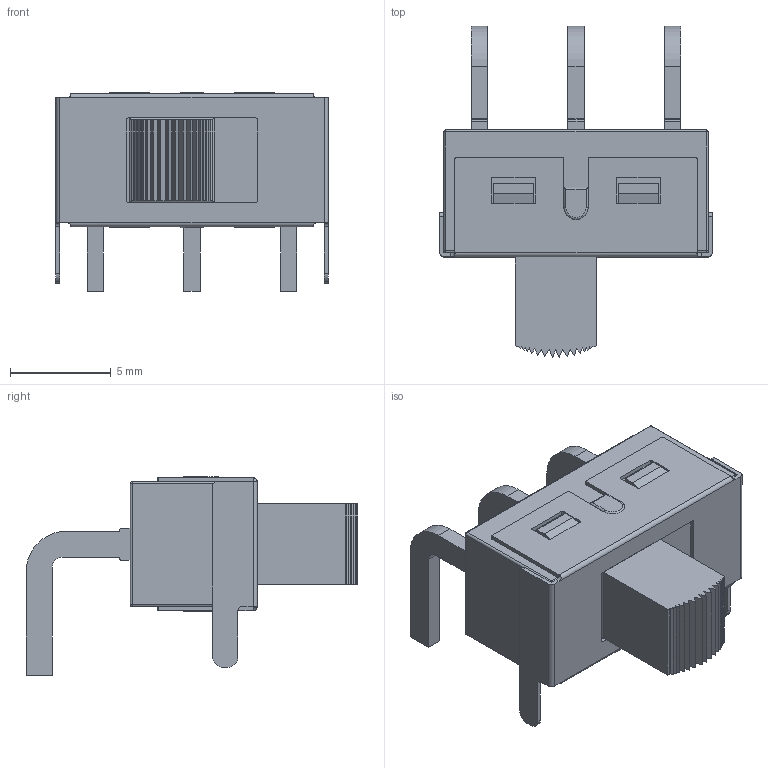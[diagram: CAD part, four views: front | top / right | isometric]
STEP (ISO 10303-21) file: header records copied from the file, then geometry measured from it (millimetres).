
FILE_DESCRIPTION (( 'STEP AP214' ), '1' );
FILE_NAME ('SW-TH_K3-1391B-51.step', '2022-08-15T07:53:07', ( '' ), ( '' ), 'SwSTEP 2.0', 'SolidWorks 2020', '' );
FILE_SCHEMA (( 'AUTOMOTIVE_DESIGN' ));
Length unit declared in the file: millimetre
Products named in the file (3): 褲极; SW-TH_K3-1391B-51; 翋极
Assembly tree (2 placements, depth 2):
  SW-TH_K3-1391B-51
    翋极
    褲极
Bounding box: 13.5 x 16.45 x 9.85 mm (x, y, z)
Volume: 645.9 mm3; surface area: 1027.1 mm2
Topology: 2 solids, 2 shells, 481 faces, 1304 edges, 848 vertices
Faces by surface type: plane 285, bspline 98, cylinder 88, sphere 8, torus 2
Entity records: 18261 total; most frequent: CARTESIAN_POINT 3996, ORIENTED_EDGE 2592, DIRECTION 2014, EDGE_CURVE 1296, LINE 930, VECTOR 930, VERTEX_POINT 848, AXIS2_PLACEMENT_3D 542
